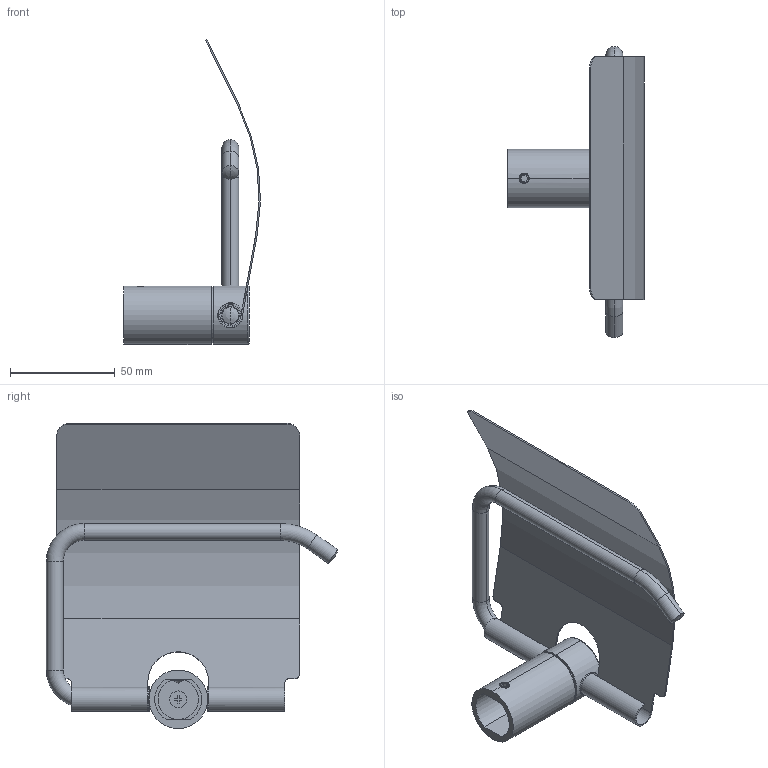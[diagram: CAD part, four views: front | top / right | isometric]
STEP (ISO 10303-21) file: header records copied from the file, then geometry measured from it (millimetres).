
FILE_DESCRIPTION((''),'2;1');
FILE_NAME('MG26753_ASM','2023-09-19T09:30:23',('Admin'),(''),'CREO PARAMETRIC BY PTC INC, 2018050','CREO PARAMETRIC BY PTC INC, 2018050','');
FILE_SCHEMA(('CONFIG_CONTROL_DESIGN'));
Length unit declared in the file: millimetre
Products named in the file (7): MG26753-01; M50001; M400; MG26753-02; MG26753-03; MG26753-04; MG26753_ASM
Assembly tree (7 placements, depth 2):
  MG26753_ASM
    MG26753-01
    M50001
    M400
    MG26753-02
    MG26753-03
    MG26753-04  x2
Bounding box: 65.47 x 139.18 x 145.87 mm (x, y, z)
Volume: 43653.6 mm3; surface area: 55683 mm2
Topology: 7 solids, 7 shells, 178 faces, 431 edges, 269 vertices
Faces by surface type: cylinder 81, plane 56, torus 24, cone 7, bspline 6, sphere 4
Entity records: 7310 total; most frequent: CARTESIAN_POINT 3279, DIRECTION 832, ORIENTED_EDGE 798, EDGE_CURVE 399, AXIS2_PLACEMENT_3D 322, VERTEX_POINT 253, VECTOR 188, LINE 188
